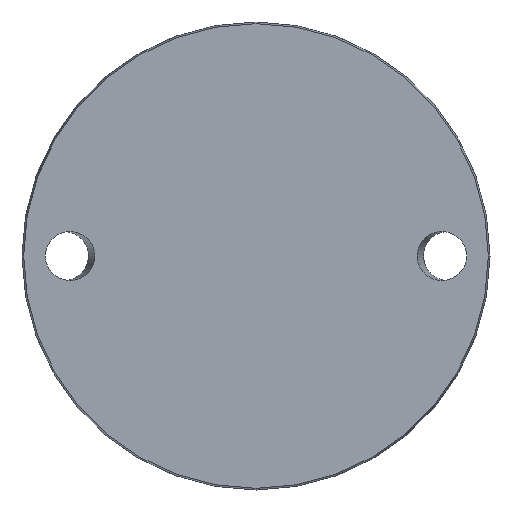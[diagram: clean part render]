
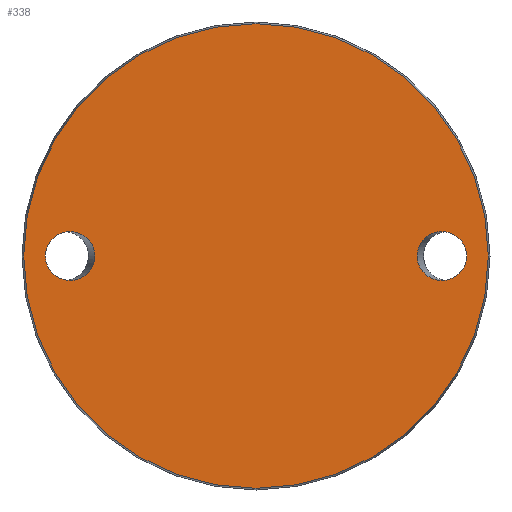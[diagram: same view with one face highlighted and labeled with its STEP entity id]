
A CAD part, front view. The second image highlights one B-rep face of the part: STEP entity #338.
In plain terms, the highlighted planar face has unit normal (0, -1, 0).
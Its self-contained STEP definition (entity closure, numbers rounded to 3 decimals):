
#19 = CARTESIAN_POINT ( 'NONE',  ( 54.385, 0., 0. ) ) ;
#56 = AXIS2_PLACEMENT_3D ( 'NONE', #211, #504, #194 ) ;
#94 = EDGE_CURVE ( 'NONE', #659, #659, #417, .T. ) ;
#109 = CARTESIAN_POINT ( 'NONE',  ( -54.385, 0., -16.5 ) ) ;
#137 = EDGE_LOOP ( 'NONE', ( #147 ) ) ;
#145 = CARTESIAN_POINT ( 'NONE',  ( 71.115, 0., 0. ) ) ;
#147 = ORIENTED_EDGE ( 'NONE', *, *, #707, .T. ) ;
#153 = CIRCLE ( 'NONE', #243, 78.425 ) ;
#182 = CARTESIAN_POINT ( 'NONE',  ( -71.115, 0., 16.5 ) ) ;
#190 = CARTESIAN_POINT ( 'NONE',  ( -71.115, 0., 0. ) ) ;
#194 = DIRECTION ( 'NONE',  ( 0., 0., 1. ) ) ;
#197 = FACE_BOUND ( 'NONE', #320, .T. ) ;
#211 = CARTESIAN_POINT ( 'NONE',  ( -78.425, 0., 0. ) ) ;
#243 = AXIS2_PLACEMENT_3D ( 'NONE', #755, #389, #627 ) ;
#258 = CARTESIAN_POINT ( 'NONE',  ( 71.115, 0., 16.5 ) ) ;
#286 = EDGE_LOOP ( 'NONE', ( #454 ) ) ;
#302 = CARTESIAN_POINT ( 'NONE',  ( -71.115, 0., 0. ) ) ;
#320 = EDGE_LOOP ( 'NONE', ( #345 ) ) ;
#338 = ADVANCED_FACE ( 'NONE', ( #197, #756, #496 ), #745, .F. ) ;
#345 = ORIENTED_EDGE ( 'NONE', *, *, #94, .T. ) ;
#376 = CARTESIAN_POINT ( 'NONE',  ( -71.115, 0., -16.5 ) ) ;
#389 = DIRECTION ( 'NONE',  ( 0., -1., 0. ) ) ;
#417 =( BOUNDED_CURVE ( )  B_SPLINE_CURVE ( 3, ( #535, #182, #542, #479, #109, #376, #302 ),
 .UNSPECIFIED., .T., .T. ) 
 B_SPLINE_CURVE_WITH_KNOTS ( ( 4, 3, 4 ),
 ( 0., 3.142, 6.283 ),
 .UNSPECIFIED. ) 
 CURVE ( )  GEOMETRIC_REPRESENTATION_ITEM ( )  RATIONAL_B_SPLINE_CURVE ( ( 1., 0.333, 0.333, 1., 0.333, 0.333, 1. ) ) 
 REPRESENTATION_ITEM ( '' )  );
#429 = VERTEX_POINT ( 'NONE', #612 ) ;
#452 = CARTESIAN_POINT ( 'NONE',  ( 54.385, 0., 16.5 ) ) ;
#454 = ORIENTED_EDGE ( 'NONE', *, *, #580, .T. ) ;
#479 = CARTESIAN_POINT ( 'NONE',  ( -54.385, 0., 0. ) ) ;
#496 = FACE_OUTER_BOUND ( 'NONE', #286, .T. ) ;
#504 = DIRECTION ( 'NONE',  ( 0., 1., 0. ) ) ;
#535 = CARTESIAN_POINT ( 'NONE',  ( -71.115, 0., 0. ) ) ;
#542 = CARTESIAN_POINT ( 'NONE',  ( -54.385, 0., 16.5 ) ) ;
#566 = CARTESIAN_POINT ( 'NONE',  ( 71.115, 0., -16.5 ) ) ;
#572 =( BOUNDED_CURVE ( )  B_SPLINE_CURVE ( 3, ( #744, #566, #613, #19, #452, #258, #145 ),
 .UNSPECIFIED., .T., .F. ) 
 B_SPLINE_CURVE_WITH_KNOTS ( ( 4, 3, 4 ),
 ( 0., 3.142, 6.283 ),
 .UNSPECIFIED. ) 
 CURVE ( )  GEOMETRIC_REPRESENTATION_ITEM ( )  RATIONAL_B_SPLINE_CURVE ( ( 1., 0.333, 0.333, 1., 0.333, 0.333, 1. ) ) 
 REPRESENTATION_ITEM ( '' )  );
#580 = EDGE_CURVE ( 'NONE', #429, #429, #153, .T. ) ;
#612 = CARTESIAN_POINT ( 'NONE',  ( 0., 0., -78.425 ) ) ;
#613 = CARTESIAN_POINT ( 'NONE',  ( 54.385, 0., -16.5 ) ) ;
#627 = DIRECTION ( 'NONE',  ( 0., 0., -1. ) ) ;
#630 = CARTESIAN_POINT ( 'NONE',  ( 71.115, 0., 0. ) ) ;
#659 = VERTEX_POINT ( 'NONE', #190 ) ;
#662 = VERTEX_POINT ( 'NONE', #630 ) ;
#707 = EDGE_CURVE ( 'NONE', #662, #662, #572, .T. ) ;
#744 = CARTESIAN_POINT ( 'NONE',  ( 71.115, 0., 0. ) ) ;
#745 = PLANE ( 'NONE',  #56 ) ;
#755 = CARTESIAN_POINT ( 'NONE',  ( 0., 0., 0. ) ) ;
#756 = FACE_BOUND ( 'NONE', #137, .T. ) ;
